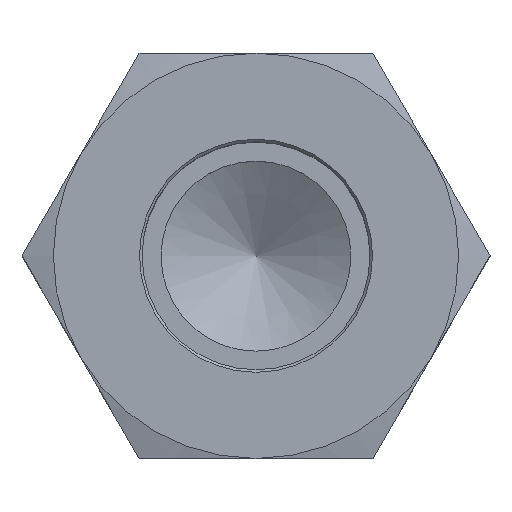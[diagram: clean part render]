
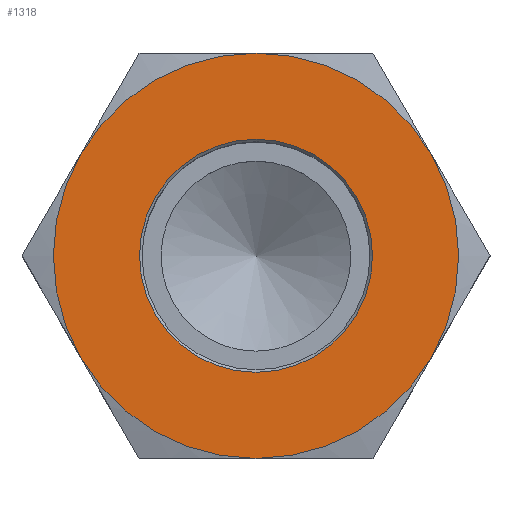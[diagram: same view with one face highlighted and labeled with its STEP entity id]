
A CAD part, top view. The second image highlights one B-rep face of the part: STEP entity #1318.
In plain terms, the highlighted planar face has unit normal (0, 0, 1).
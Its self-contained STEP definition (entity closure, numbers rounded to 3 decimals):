
#240=PLANE('',#1472);
#297=FACE_BOUND('',#503,.T.);
#374=FACE_OUTER_BOUND('',#502,.T.);
#502=EDGE_LOOP('',(#1150,#1151,#1152,#1153,#1154,#1155));
#503=EDGE_LOOP('',(#1156));
#585=CIRCLE('',#1469,9.2);
#587=CIRCLE('',#1473,16.);
#588=CIRCLE('',#1474,16.);
#589=CIRCLE('',#1475,16.);
#590=CIRCLE('',#1476,16.);
#591=CIRCLE('',#1477,16.);
#592=CIRCLE('',#1478,16.);
#695=VERTEX_POINT('',#2240);
#698=VERTEX_POINT('',#2253);
#700=VERTEX_POINT('',#2259);
#701=VERTEX_POINT('',#2260);
#702=VERTEX_POINT('',#2262);
#703=VERTEX_POINT('',#2264);
#704=VERTEX_POINT('',#2267);
#853=EDGE_CURVE('',#698,#698,#585,.T.);
#855=EDGE_CURVE('',#700,#701,#587,.T.);
#856=EDGE_CURVE('',#701,#702,#588,.T.);
#857=EDGE_CURVE('',#702,#703,#589,.T.);
#858=EDGE_CURVE('',#703,#695,#590,.T.);
#859=EDGE_CURVE('',#695,#704,#591,.T.);
#860=EDGE_CURVE('',#704,#700,#592,.T.);
#1150=ORIENTED_EDGE('',*,*,#855,.T.);
#1151=ORIENTED_EDGE('',*,*,#856,.T.);
#1152=ORIENTED_EDGE('',*,*,#857,.T.);
#1153=ORIENTED_EDGE('',*,*,#858,.T.);
#1154=ORIENTED_EDGE('',*,*,#859,.T.);
#1155=ORIENTED_EDGE('',*,*,#860,.T.);
#1156=ORIENTED_EDGE('',*,*,#853,.F.);
#1318=ADVANCED_FACE('',(#374,#297),#240,.T.);
#1469=AXIS2_PLACEMENT_3D('',#2254,#1810,#1811);
#1472=AXIS2_PLACEMENT_3D('',#2258,#1816,#1817);
#1473=AXIS2_PLACEMENT_3D('',#2261,#1818,#1819);
#1474=AXIS2_PLACEMENT_3D('',#2263,#1820,#1821);
#1475=AXIS2_PLACEMENT_3D('',#2265,#1822,#1823);
#1476=AXIS2_PLACEMENT_3D('',#2266,#1824,#1825);
#1477=AXIS2_PLACEMENT_3D('',#2268,#1826,#1827);
#1478=AXIS2_PLACEMENT_3D('',#2269,#1828,#1829);
#1810=DIRECTION('center_axis',(0.,0.,
1.));
#1811=DIRECTION('ref_axis',(-0.5,-0.866,0.));
#1816=DIRECTION('center_axis',(0.,0.,
1.));
#1817=DIRECTION('ref_axis',(-0.5,-0.866,0.));
#1818=DIRECTION('center_axis',(0.,0.,
1.));
#1819=DIRECTION('ref_axis',(0.866,-0.5,0.));
#1820=DIRECTION('center_axis',(0.,0.,
1.));
#1821=DIRECTION('ref_axis',(0.866,-0.5,0.));
#1822=DIRECTION('center_axis',(0.,0.,
1.));
#1823=DIRECTION('ref_axis',(0.866,-0.5,0.));
#1824=DIRECTION('center_axis',(0.,0.,
1.));
#1825=DIRECTION('ref_axis',(0.866,-0.5,0.));
#1826=DIRECTION('center_axis',(0.,0.,
1.));
#1827=DIRECTION('ref_axis',(0.866,-0.5,0.));
#1828=DIRECTION('center_axis',(0.,0.,
1.));
#1829=DIRECTION('ref_axis',(0.866,-0.5,0.));
#2240=CARTESIAN_POINT('',(13.856,-8.,28.));
#2253=CARTESIAN_POINT('',(4.6,7.967,28.));
#2254=CARTESIAN_POINT('Origin',(0.,0.,
28.));
#2258=CARTESIAN_POINT('Origin',(0.,0.,
28.));
#2259=CARTESIAN_POINT('',(0.,16.,28.));
#2260=CARTESIAN_POINT('',(-13.856,8.,28.));
#2261=CARTESIAN_POINT('Origin',(0.,0.,
28.));
#2262=CARTESIAN_POINT('',(-13.856,-8.,28.));
#2263=CARTESIAN_POINT('Origin',(0.,0.,
28.));
#2264=CARTESIAN_POINT('',(0.,-16.,28.));
#2265=CARTESIAN_POINT('Origin',(0.,0.,
28.));
#2266=CARTESIAN_POINT('Origin',(0.,0.,
28.));
#2267=CARTESIAN_POINT('',(13.856,8.,28.));
#2268=CARTESIAN_POINT('Origin',(0.,0.,
28.));
#2269=CARTESIAN_POINT('Origin',(0.,0.,
28.));
